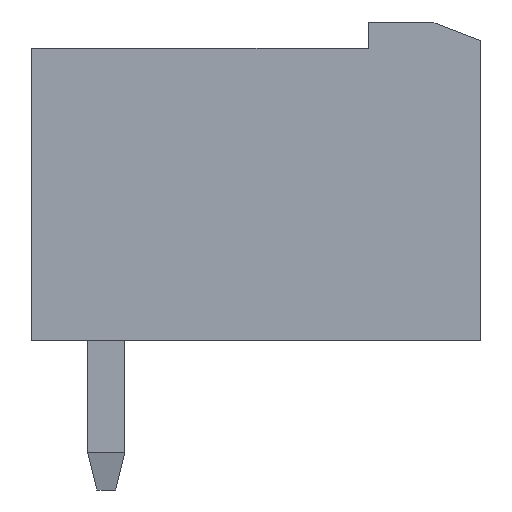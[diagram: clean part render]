
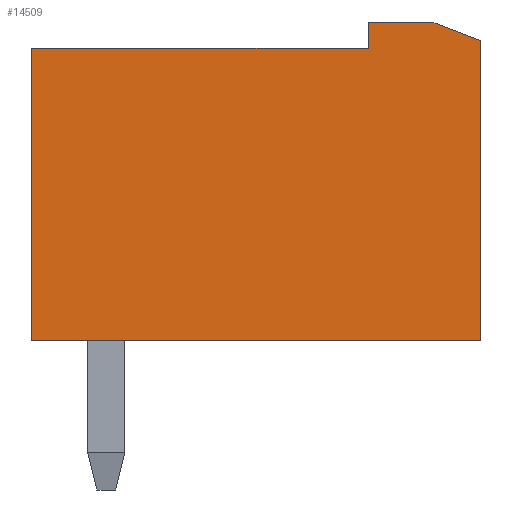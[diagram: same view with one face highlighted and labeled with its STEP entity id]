
A CAD part, left-side view. The second image highlights one B-rep face of the part: STEP entity #14509.
In plain terms, the highlighted planar face has unit normal (-1, 0, 0).
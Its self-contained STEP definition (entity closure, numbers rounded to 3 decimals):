
#168=CARTESIAN_POINT('',(-6.15,0.,-3.9));
#169=VERTEX_POINT('',#168);
#176=CARTESIAN_POINT('',(-6.15,12.,-3.9));
#177=VERTEX_POINT('',#176);
#178=CARTESIAN_POINT('',(-6.15,12.,-3.9));
#179=DIRECTION('',(0.,-1.,0.));
#180=VECTOR('',#179,12.);
#181=LINE('',#178,#180);
#182=EDGE_CURVE('',#177,#169,#181,.T.);
#600=CARTESIAN_POINT('',(-6.15,12.,3.9));
#601=VERTEX_POINT('',#600);
#602=CARTESIAN_POINT('',(-6.15,12.,3.9));
#603=DIRECTION('',(0.,0.,-1.));
#604=VECTOR('',#603,7.8);
#605=LINE('',#602,#604);
#606=EDGE_CURVE('',#601,#177,#605,.T.);
#1043=CARTESIAN_POINT('',(-6.15,0.,4.1));
#1044=VERTEX_POINT('',#1043);
#1051=CARTESIAN_POINT('',(-6.15,0.,-3.9));
#1052=DIRECTION('',(0.,0.,1.));
#1053=VECTOR('',#1052,8.);
#1054=LINE('',#1051,#1053);
#1055=EDGE_CURVE('',#169,#1044,#1054,.T.);
#3452=CARTESIAN_POINT('',(-6.15,3.,3.9));
#3453=VERTEX_POINT('',#3452);
#3454=CARTESIAN_POINT('',(-6.15,3.,3.9));
#3455=DIRECTION('',(0.,1.,0.));
#3456=VECTOR('',#3455,9.);
#3457=LINE('',#3454,#3456);
#3458=EDGE_CURVE('',#3453,#601,#3457,.T.);
#3783=CARTESIAN_POINT('',(-6.15,3.,4.6));
#3784=VERTEX_POINT('',#3783);
#3785=CARTESIAN_POINT('',(-6.15,3.,4.6));
#3786=DIRECTION('',(0.,0.,-1.));
#3787=VECTOR('',#3786,0.7);
#3788=LINE('',#3785,#3787);
#3789=EDGE_CURVE('',#3784,#3453,#3788,.T.);
#3847=CARTESIAN_POINT('',(-6.15,1.3,4.6));
#3848=VERTEX_POINT('',#3847);
#3849=CARTESIAN_POINT('',(-6.15,1.3,4.6));
#3850=DIRECTION('',(0.,1.,0.));
#3851=VECTOR('',#3850,1.7);
#3852=LINE('',#3849,#3851);
#3853=EDGE_CURVE('',#3848,#3784,#3852,.T.);
#14490=CARTESIAN_POINT('',(-6.15,15.406,-12.65));
#14491=DIRECTION('',(0.,-1.,0.));
#14492=DIRECTION('',(-1.,0.,0.));
#14493=AXIS2_PLACEMENT_3D('',#14490,#14492,#14491);
#14494=PLANE('',#14493);
#14495=ORIENTED_EDGE('',*,*,#1055,.T.);
#14496=CARTESIAN_POINT('',(-6.15,0.,4.1));
#14497=DIRECTION('',(0.,0.933,0.359));
#14498=VECTOR('',#14497,1.393);
#14499=LINE('',#14496,#14498);
#14500=EDGE_CURVE('',#1044,#3848,#14499,.T.);
#14501=ORIENTED_EDGE('',*,*,#14500,.T.);
#14502=ORIENTED_EDGE('',*,*,#3853,.T.);
#14503=ORIENTED_EDGE('',*,*,#3789,.T.);
#14504=ORIENTED_EDGE('',*,*,#3458,.T.);
#14505=ORIENTED_EDGE('',*,*,#606,.T.);
#14506=ORIENTED_EDGE('',*,*,#182,.T.);
#14507=EDGE_LOOP('',(#14495,#14501,#14502,#14503,#14504,#14505,#14506));
#14508=FACE_OUTER_BOUND('',#14507,.T.);
#14509=ADVANCED_FACE('',(#14508),#14494,.T.);
